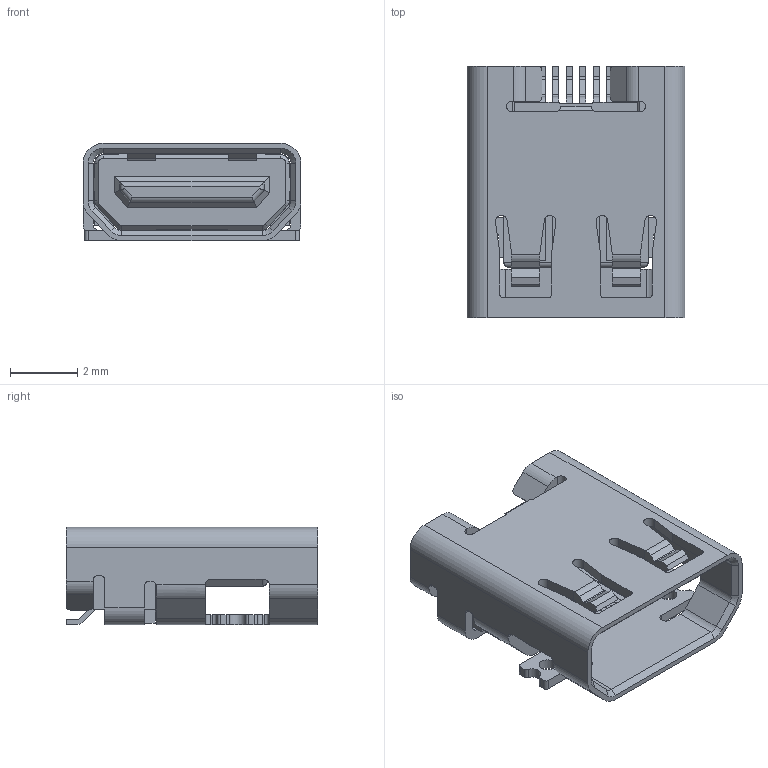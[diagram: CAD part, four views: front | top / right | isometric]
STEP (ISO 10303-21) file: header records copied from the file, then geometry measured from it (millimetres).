
FILE_DESCRIPTION(('FreeCAD Model'),'2;1');
FILE_NAME('Open CASCADE Shape Model','2025-08-13T14:22:47',( 'kicad StepUp'),('ksu MCAD'),'Open CASCADE STEP processor 7.9', 'FreeCAD','Unknown');
FILE_SCHEMA(('AUTOMOTIVE_DESIGN { 1 0 10303 214 1 1 1 1 }'));
Length unit declared in the file: millimetre
Products named in the file (1): HDMI_Micro-D_Molex_46765-0xxx
Bounding box: 6.5 x 7.5 x 2.9 mm (x, y, z)
Volume: 62.2 mm3; surface area: 344.3 mm2
Topology: 1 solids, 1 shells, 697 faces, 1996 edges, 1306 vertices
Faces by surface type: plane 477, cylinder 202, cone 18
Full cylindrical faces by diameter (mm): 0.5 x2
Entity records: 28982 total; most frequent: CARTESIAN_POINT 4046, ORIENTED_EDGE 3992, DIRECTION 3810, EDGE_CURVE 1996, LINE 1566, VECTOR 1566, VERTEX_POINT 1306, AXIS2_PLACEMENT_3D 1122
